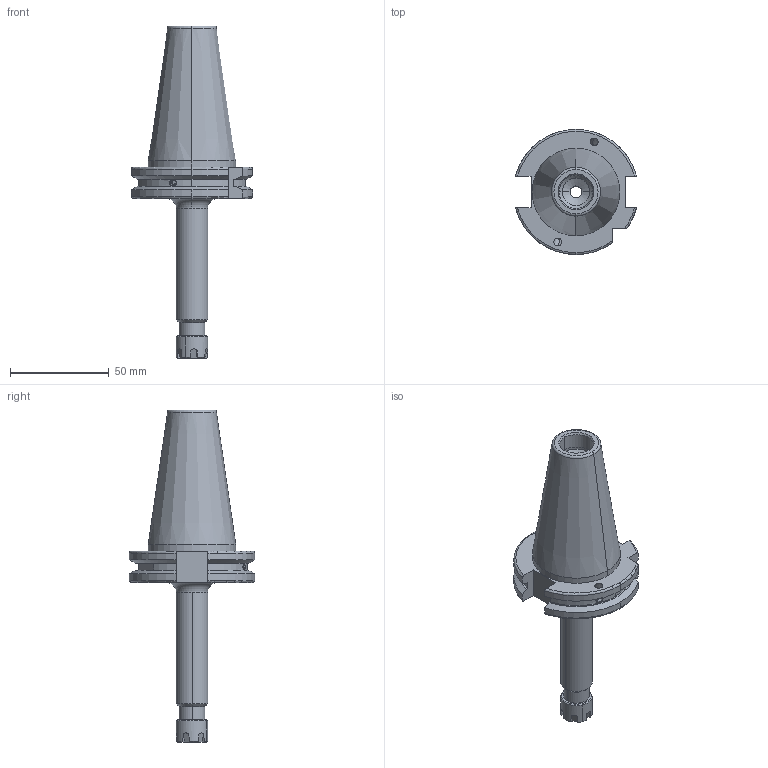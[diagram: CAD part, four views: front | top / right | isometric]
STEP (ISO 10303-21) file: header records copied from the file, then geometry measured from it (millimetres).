
FILE_DESCRIPTION (( 'STEP AP203' ), '1' );
FILE_NAME ('SK40 CCH ER11 100M FTC WW.STEP', '2014-12-02T11:40:57', ( 'FALCON' ), ( '' ), 'SwSTEP 2.0', 'SolidWorks 2009', '' );
FILE_SCHEMA (( 'CONFIG_CONTROL_DESIGN' ));
Length unit declared in the file: millimetre
Products named in the file (4): SK40 CCH ER11 100M FTC WW; FTNUTER11M-11MSPL; M4X4_DIN 913 - M4 x 4-N
Assembly tree (4 placements, depth 2):
  SK40 CCH ER11 100M FTC WW
    SK40 CCH ER11 100M FTC WW
    FTNUTER11M-11MSPL
    M4X4_DIN 913 - M4 x 4-N  x2
Bounding box: 61.48 x 63.55 x 168.4 mm (x, y, z)
Volume: 116171 mm3; surface area: 26913.9 mm2
Topology: 4 solids, 4 shells, 185 faces, 455 edges, 288 vertices
Faces by surface type: plane 70, cylinder 48, cone 45, torus 18, bspline 4
Entity records: 5873 total; most frequent: CARTESIAN_POINT 1388, DIRECTION 871, ORIENTED_EDGE 842, EDGE_CURVE 421, AXIS2_PLACEMENT_3D 347, VERTEX_POINT 268, EDGE_LOOP 193, VECTOR 177
